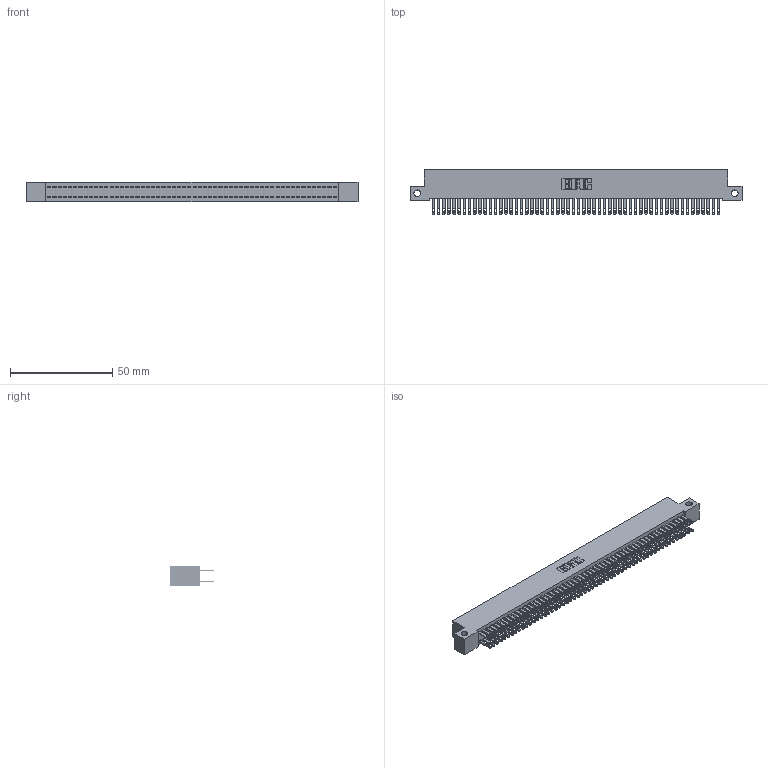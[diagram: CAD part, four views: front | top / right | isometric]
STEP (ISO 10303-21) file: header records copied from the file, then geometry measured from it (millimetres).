
FILE_DESCRIPTION (( 'STEP AP203' ), '1' );
FILE_NAME ('892-112-500-212.STEP', '2020-09-21T22:04:02', ( '' ), ( '' ), 'SwSTEP 2.0', 'SolidWorks 2020', '' );
FILE_SCHEMA (( 'CONFIG_CONTROL_DESIGN' ));
Length unit declared in the file: inch
Products named in the file (3): 345-292-001_345-293-100; 892-112-500-212; 842 Part_Side Mount
Assembly tree (113 placements, depth 2):
  892-112-500-212
    842 Part_Side Mount
    345-292-001_345-293-100  x112
Bounding box: 162.56 x 21.85 x 9.4 mm (x, y, z)
Volume: 14940.6 mm3; surface area: 25577.1 mm2
Topology: 113 solids, 113 shells, 5486 faces, 16763 edges, 11174 vertices
Faces by surface type: plane 3426, cylinder 2060
Entity records: 34017 total; most frequent: CARTESIAN_POINT 5618, ORIENTED_EDGE 5554, DIRECTION 4777, EDGE_CURVE 2777, LINE 2645, VECTOR 2645, VERTEX_POINT 1850, AXIS2_PLACEMENT_3D 1066
